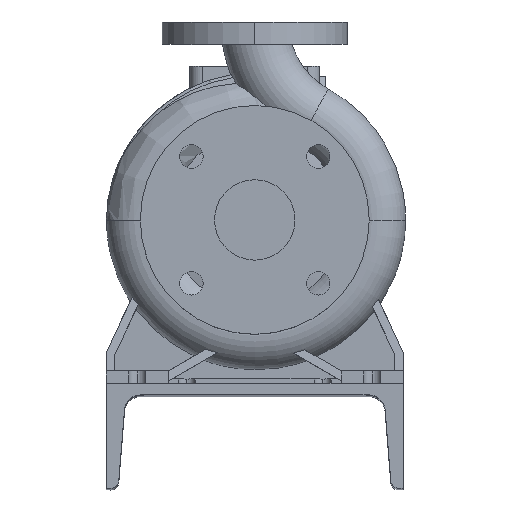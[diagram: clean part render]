
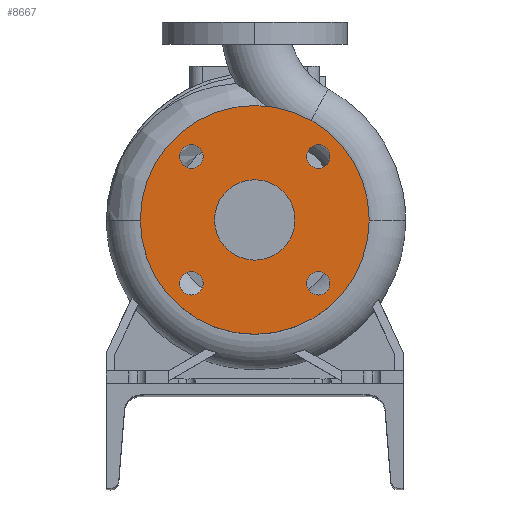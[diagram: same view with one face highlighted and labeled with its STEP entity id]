
A CAD part, top view. The second image highlights one B-rep face of the part: STEP entity #8667.
In plain terms, the highlighted planar face has unit normal (0, 0, 1).
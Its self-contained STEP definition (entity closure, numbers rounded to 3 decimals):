
#24 = CARTESIAN_POINT ( 'NONE',  ( 0., 92.5, 80. ) ) ;
#169 = DIRECTION ( 'NONE',  ( 0., -1., 0. ) ) ;
#254 = CIRCLE ( 'NONE', #9048, 9.5 ) ;
#414 = AXIS2_PLACEMENT_3D ( 'NONE', #12270, #7493, #18857 ) ;
#485 = EDGE_LOOP ( 'NONE', ( #17459, #1747 ) ) ;
#596 = DIRECTION ( 'NONE',  ( 0., 0., 1. ) ) ;
#891 = FACE_BOUND ( 'NONE', #4253, .T. ) ;
#900 = CIRCLE ( 'NONE', #11051, 92.5 ) ;
#918 = AXIS2_PLACEMENT_3D ( 'NONE', #6905, #13375, #5853 ) ;
#1243 = DIRECTION ( 'NONE',  ( 0., -1., 0. ) ) ;
#1460 = AXIS2_PLACEMENT_3D ( 'NONE', #20078, #12125, #16595 ) ;
#1552 = ORIENTED_EDGE ( 'NONE', *, *, #13035, .F. ) ;
#1670 = EDGE_CURVE ( 'NONE', #12318, #17641, #7626, .T. ) ;
#1747 = ORIENTED_EDGE ( 'NONE', *, *, #13059, .F. ) ;
#2160 = FACE_BOUND ( 'NONE', #485, .T. ) ;
#2273 = CIRCLE ( 'NONE', #13801, 9.5 ) ;
#2685 = AXIS2_PLACEMENT_3D ( 'NONE', #8490, #11777, #10391 ) ;
#2840 = DIRECTION ( 'NONE',  ( 0., 0., 1. ) ) ;
#3396 = AXIS2_PLACEMENT_3D ( 'NONE', #11564, #13057, #19640 ) ;
#3437 = CARTESIAN_POINT ( 'NONE',  ( -51.265, 41.765, 80. ) ) ;
#3943 = CARTESIAN_POINT ( 'NONE',  ( -51.265, -60.765, 80. ) ) ;
#4041 = CARTESIAN_POINT ( 'NONE',  ( 0., -92.5, 80. ) ) ;
#4083 = DIRECTION ( 'NONE',  ( 0., 0., 1. ) ) ;
#4253 = EDGE_LOOP ( 'NONE', ( #8847, #1552 ) ) ;
#4259 = AXIS2_PLACEMENT_3D ( 'NONE', #6735, #596, #5372 ) ;
#4335 = CARTESIAN_POINT ( 'NONE',  ( 0., 0., 80. ) ) ;
#4426 = DIRECTION ( 'NONE',  ( 1., 0., 0. ) ) ;
#4630 = ORIENTED_EDGE ( 'NONE', *, *, #7613, .F. ) ;
#4654 = ORIENTED_EDGE ( 'NONE', *, *, #16900, .T. ) ;
#5099 = CIRCLE ( 'NONE', #3396, 32.5 ) ;
#5176 = ORIENTED_EDGE ( 'NONE', *, *, #5882, .T. ) ;
#5372 = DIRECTION ( 'NONE',  ( 1., 0., 0. ) ) ;
#5733 = EDGE_LOOP ( 'NONE', ( #16136, #14263 ) ) ;
#5853 = DIRECTION ( 'NONE',  ( 0., -1., 0. ) ) ;
#5882 = EDGE_CURVE ( 'NONE', #7901, #14130, #16241, .T. ) ;
#6198 = AXIS2_PLACEMENT_3D ( 'NONE', #9804, #16075, #1243 ) ;
#6424 = DIRECTION ( 'NONE',  ( 0., 0., 1. ) ) ;
#6691 = CARTESIAN_POINT ( 'NONE',  ( 51.265, -60.765, 80. ) ) ;
#6735 = CARTESIAN_POINT ( 'NONE',  ( 51.265, 51.265, 80. ) ) ;
#6905 = CARTESIAN_POINT ( 'NONE',  ( -51.265, -51.265, 80. ) ) ;
#6971 = EDGE_CURVE ( 'NONE', #12829, #14064, #5099, .T. ) ;
#7236 = ORIENTED_EDGE ( 'NONE', *, *, #9698, .F. ) ;
#7292 = DIRECTION ( 'NONE',  ( 0., -1., 0. ) ) ;
#7387 = CARTESIAN_POINT ( 'NONE',  ( 51.265, 51.265, 80. ) ) ;
#7493 = DIRECTION ( 'NONE',  ( 0., 0., 1. ) ) ;
#7613 = EDGE_CURVE ( 'NONE', #8448, #17568, #11142, .T. ) ;
#7626 = CIRCLE ( 'NONE', #4259, 9.5 ) ;
#7901 = VERTEX_POINT ( 'NONE', #24 ) ;
#7965 = DIRECTION ( 'NONE',  ( 0., -1., 0. ) ) ;
#8448 = VERTEX_POINT ( 'NONE', #8860 ) ;
#8490 = CARTESIAN_POINT ( 'NONE',  ( 0., 0., 80. ) ) ;
#8577 = CARTESIAN_POINT ( 'NONE',  ( -51.265, -41.765, 80. ) ) ;
#8667 = ADVANCED_FACE ( 'NONE', ( #18288, #2160, #891, #13608, #20296, #18180 ), #10102, .F. ) ;
#8792 = VERTEX_POINT ( 'NONE', #3943 ) ;
#8847 = ORIENTED_EDGE ( 'NONE', *, *, #6971, .F. ) ;
#8860 = CARTESIAN_POINT ( 'NONE',  ( -51.265, 60.765, 80. ) ) ;
#9048 = AXIS2_PLACEMENT_3D ( 'NONE', #15847, #15948, #7965 ) ;
#9184 = CARTESIAN_POINT ( 'NONE',  ( 0., 0., 80. ) ) ;
#9202 = VERTEX_POINT ( 'NONE', #8577 ) ;
#9698 = EDGE_CURVE ( 'NONE', #16689, #15382, #2273, .T. ) ;
#9804 = CARTESIAN_POINT ( 'NONE',  ( -51.265, -51.265, 80. ) ) ;
#10029 = CIRCLE ( 'NONE', #918, 9.5 ) ;
#10102 = PLANE ( 'NONE',  #1460 ) ;
#10169 = CARTESIAN_POINT ( 'NONE',  ( 0., 32.5, 80. ) ) ;
#10186 = ORIENTED_EDGE ( 'NONE', *, *, #17884, .F. ) ;
#10391 = DIRECTION ( 'NONE',  ( 0., -1., 0. ) ) ;
#10565 = CIRCLE ( 'NONE', #10926, 9.5 ) ;
#10636 = DIRECTION ( 'NONE',  ( 0., -1., 0. ) ) ;
#10926 = AXIS2_PLACEMENT_3D ( 'NONE', #7387, #12484, #4426 ) ;
#11051 = AXIS2_PLACEMENT_3D ( 'NONE', #4335, #2840, #7292 ) ;
#11142 = CIRCLE ( 'NONE', #18999, 9.5 ) ;
#11564 = CARTESIAN_POINT ( 'NONE',  ( 0., 0., 80. ) ) ;
#11777 = DIRECTION ( 'NONE',  ( 0., 0., 1. ) ) ;
#12125 = DIRECTION ( 'NONE',  ( 0., 0., -1. ) ) ;
#12270 = CARTESIAN_POINT ( 'NONE',  ( 51.265, -51.265, 80. ) ) ;
#12318 = VERTEX_POINT ( 'NONE', #20742 ) ;
#12359 = EDGE_CURVE ( 'NONE', #15382, #16689, #14314, .T. ) ;
#12484 = DIRECTION ( 'NONE',  ( 0., 0., 1. ) ) ;
#12829 = VERTEX_POINT ( 'NONE', #19908 ) ;
#13035 = EDGE_CURVE ( 'NONE', #14064, #12829, #14327, .T. ) ;
#13057 = DIRECTION ( 'NONE',  ( 0., 0., 1. ) ) ;
#13059 = EDGE_CURVE ( 'NONE', #17641, #12318, #10565, .T. ) ;
#13120 = EDGE_CURVE ( 'NONE', #8792, #9202, #16688, .T. ) ;
#13375 = DIRECTION ( 'NONE',  ( 0., 0., 1. ) ) ;
#13608 = FACE_OUTER_BOUND ( 'NONE', #15829, .T. ) ;
#13755 = DIRECTION ( 'NONE',  ( 0., -1., 0. ) ) ;
#13801 = AXIS2_PLACEMENT_3D ( 'NONE', #18818, #4083, #10636 ) ;
#14064 = VERTEX_POINT ( 'NONE', #10169 ) ;
#14071 = DIRECTION ( 'NONE',  ( 0., 0., 1. ) ) ;
#14130 = VERTEX_POINT ( 'NONE', #4041 ) ;
#14263 = ORIENTED_EDGE ( 'NONE', *, *, #19198, .F. ) ;
#14314 = CIRCLE ( 'NONE', #414, 9.5 ) ;
#14327 = CIRCLE ( 'NONE', #16357, 32.5 ) ;
#15382 = VERTEX_POINT ( 'NONE', #6691 ) ;
#15786 = ORIENTED_EDGE ( 'NONE', *, *, #12359, .F. ) ;
#15829 = EDGE_LOOP ( 'NONE', ( #4654, #5176 ) ) ;
#15847 = CARTESIAN_POINT ( 'NONE',  ( -51.265, 51.265, 80. ) ) ;
#15948 = DIRECTION ( 'NONE',  ( 0., 0., 1. ) ) ;
#16075 = DIRECTION ( 'NONE',  ( 0., 0., 1. ) ) ;
#16136 = ORIENTED_EDGE ( 'NONE', *, *, #13120, .F. ) ;
#16241 = CIRCLE ( 'NONE', #2685, 92.5 ) ;
#16357 = AXIS2_PLACEMENT_3D ( 'NONE', #9184, #14071, #13755 ) ;
#16595 = DIRECTION ( 'NONE',  ( 0., 1., 0. ) ) ;
#16688 = CIRCLE ( 'NONE', #6198, 9.5 ) ;
#16689 = VERTEX_POINT ( 'NONE', #19184 ) ;
#16900 = EDGE_CURVE ( 'NONE', #14130, #7901, #900, .T. ) ;
#17459 = ORIENTED_EDGE ( 'NONE', *, *, #1670, .F. ) ;
#17568 = VERTEX_POINT ( 'NONE', #3437 ) ;
#17573 = CARTESIAN_POINT ( 'NONE',  ( -51.265, 51.265, 80. ) ) ;
#17641 = VERTEX_POINT ( 'NONE', #18290 ) ;
#17884 = EDGE_CURVE ( 'NONE', #17568, #8448, #254, .T. ) ;
#18180 = FACE_BOUND ( 'NONE', #19560, .T. ) ;
#18288 = FACE_BOUND ( 'NONE', #19915, .T. ) ;
#18290 = CARTESIAN_POINT ( 'NONE',  ( 41.765, 51.265, 80. ) ) ;
#18818 = CARTESIAN_POINT ( 'NONE',  ( 51.265, -51.265, 80. ) ) ;
#18857 = DIRECTION ( 'NONE',  ( 0., -1., 0. ) ) ;
#18999 = AXIS2_PLACEMENT_3D ( 'NONE', #17573, #6424, #169 ) ;
#19184 = CARTESIAN_POINT ( 'NONE',  ( 51.265, -41.765, 80. ) ) ;
#19198 = EDGE_CURVE ( 'NONE', #9202, #8792, #10029, .T. ) ;
#19560 = EDGE_LOOP ( 'NONE', ( #15786, #7236 ) ) ;
#19640 = DIRECTION ( 'NONE',  ( 0., -1., 0. ) ) ;
#19908 = CARTESIAN_POINT ( 'NONE',  ( 0., -32.5, 80. ) ) ;
#19915 = EDGE_LOOP ( 'NONE', ( #10186, #4630 ) ) ;
#20078 = CARTESIAN_POINT ( 'NONE',  ( 0., 92.5, 80. ) ) ;
#20296 = FACE_BOUND ( 'NONE', #5733, .T. ) ;
#20742 = CARTESIAN_POINT ( 'NONE',  ( 60.765, 51.265, 80. ) ) ;
